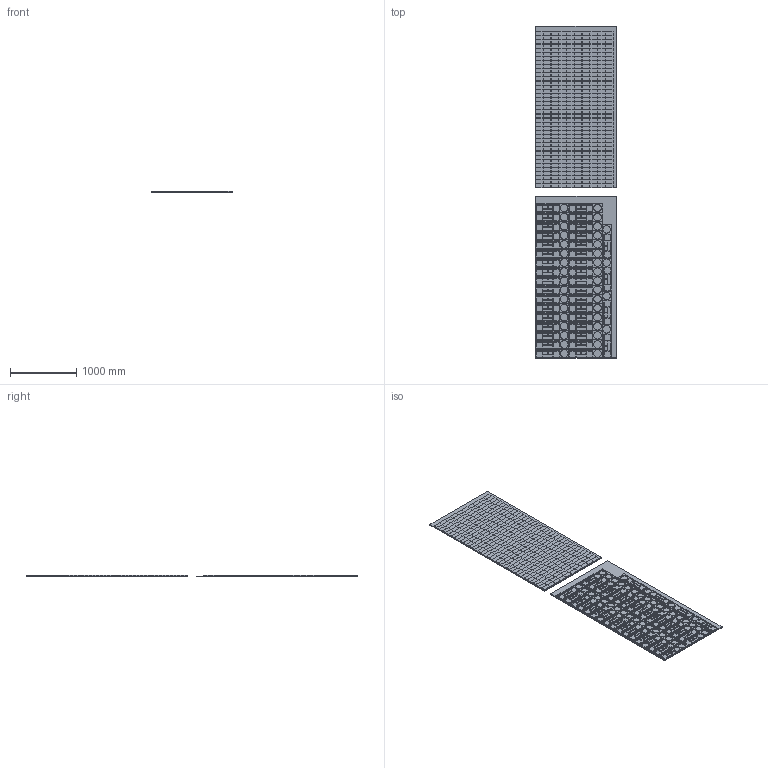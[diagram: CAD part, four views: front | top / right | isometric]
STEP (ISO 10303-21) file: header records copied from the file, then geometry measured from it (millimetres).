
FILE_DESCRIPTION(/* description */ (''),/* implementation_level */ '2;1');
FILE_NAME(/* name */ 'Lote Mesa.stp',/* time_stamp */ '2023-03-19T19:48:43-05:00',/* author */ ('Juan'),/* organization */ (''),/* preprocessor_version */ 'ST-DEVELOPER v19',/* originating_system */ 'Autodesk Inventor 2023',/* authorisation */ '');
FILE_SCHEMA (('AUTOMOTIVE_DESIGN { 1 0 10303 214 3 1 1 }'));
Length unit declared in the file: millimetre
Products named in the file (4): Lote Mesa; MO1; Tablero Base; MV1 Pata - Bruta
Assembly tree (420 placements, depth 2):
  Lote Mesa
    MO1  x38
    Tablero Base  x2
    MV1 Pata - Bruta  x380
Bounding box: 1220 x 5001.78 x 30 mm (x, y, z)
Volume: 150244651.6 mm3; surface area: 26223653.3 mm2
Topology: 420 solids, 420 shells, 5446 faces, 12906 edges, 8604 vertices
Faces by surface type: plane 4192, cylinder 1254
Full cylindrical faces by diameter (mm): 115 x38
Entity records: 6382 total; most frequent: DIRECTION 1347, CARTESIAN_POINT 924, AXIS2_PLACEMENT_3D 585, ORIENTED_EDGE 486, PRODUCT_DEFINITION_SHAPE 424, ITEM_DEFINED_TRANSFORMATION 420, CONTEXT_DEPENDENT_SHAPE_REPRESENTATION 420, NEXT_ASSEMBLY_USAGE_OCCURRENCE 420
